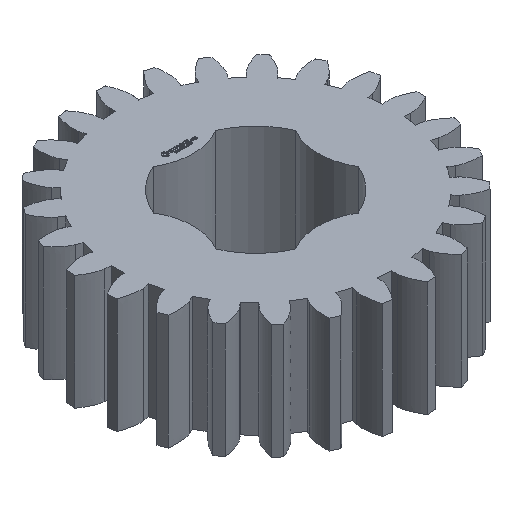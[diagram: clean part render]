
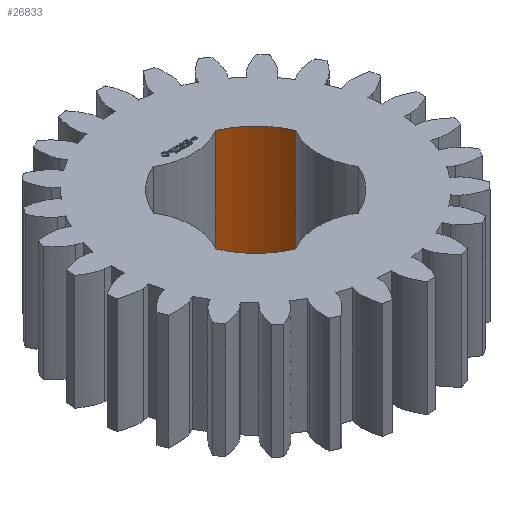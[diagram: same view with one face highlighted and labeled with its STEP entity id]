
A CAD part, isometric view. The second image highlights one B-rep face of the part: STEP entity #26833.
In plain terms, the highlighted cylindrical face has radius 6.35 mm (diameter 12.7 mm), a partial arc.
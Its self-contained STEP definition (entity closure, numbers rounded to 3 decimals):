
#93 = PLANE('',#94);
#94 = AXIS2_PLACEMENT_3D('',#95,#96,#97);
#95 = CARTESIAN_POINT('',(0.,0.,9.375)
  );
#96 = DIRECTION('',(0.,0.,1.));
#97 = DIRECTION('',(1.,0.,0.));
#168 = PLANE('',#169);
#169 = AXIS2_PLACEMENT_3D('',#170,#171,#172);
#170 = CARTESIAN_POINT('',(0.,0.,0.));
#171 = DIRECTION('',(0.,0.,1.));
#172 = DIRECTION('',(1.,0.,0.));
#7364 = VERTEX_POINT('',#7365);
#7365 = CARTESIAN_POINT('',(2.55,5.816,0.));
#7380 = CYLINDRICAL_SURFACE('',#7381,4.9);
#7381 = AXIS2_PLACEMENT_3D('',#7382,#7383,#7384);
#7382 = CARTESIAN_POINT('',(0.,10.,0.));
#7383 = DIRECTION('',(0.,-0.,-1.));
#7384 = DIRECTION('',(0.707,0.707,0.));
#7392 = EDGE_CURVE('',#7393,#7364,#7395,.T.);
#7393 = VERTEX_POINT('',#7394);
#7394 = CARTESIAN_POINT('',(5.816,2.55,0.));
#7395 = SURFACE_CURVE('',#7396,(#7401,#7408),.PCURVE_S1.);
#7396 = CIRCLE('',#7397,6.35);
#7397 = AXIS2_PLACEMENT_3D('',#7398,#7399,#7400);
#7398 = CARTESIAN_POINT('',(0.,0.,0.));
#7399 = DIRECTION('',(0.,-0.,1.));
#7400 = DIRECTION('',(0.707,0.707,0.));
#7401 = PCURVE('',#168,#7402);
#7402 = DEFINITIONAL_REPRESENTATION('',(#7403),#7407);
#7403 = CIRCLE('',#7404,6.35);
#7404 = AXIS2_PLACEMENT_2D('',#7405,#7406);
#7405 = CARTESIAN_POINT('',(0.,0.));
#7406 = DIRECTION('',(0.707,0.707));
#7407 = ( GEOMETRIC_REPRESENTATION_CONTEXT(2) 
PARAMETRIC_REPRESENTATION_CONTEXT() REPRESENTATION_CONTEXT('2D SPACE',''
  ) );
#7408 = PCURVE('',#7409,#7414);
#7409 = CYLINDRICAL_SURFACE('',#7410,6.35);
#7410 = AXIS2_PLACEMENT_3D('',#7411,#7412,#7413);
#7411 = CARTESIAN_POINT('',(0.,0.,0.));
#7412 = DIRECTION('',(0.,-0.,-1.));
#7413 = DIRECTION('',(0.707,0.707,0.));
#7414 = DEFINITIONAL_REPRESENTATION('',(#7415),#7419);
#7415 = LINE('',#7416,#7417);
#7416 = CARTESIAN_POINT('',(-0.,0.));
#7417 = VECTOR('',#7418,1.);
#7418 = DIRECTION('',(-1.,0.));
#7419 = ( GEOMETRIC_REPRESENTATION_CONTEXT(2) 
PARAMETRIC_REPRESENTATION_CONTEXT() REPRESENTATION_CONTEXT('2D SPACE',''
  ) );
#7438 = CYLINDRICAL_SURFACE('',#7439,4.9);
#7439 = AXIS2_PLACEMENT_3D('',#7440,#7441,#7442);
#7440 = CARTESIAN_POINT('',(10.,0.,0.));
#7441 = DIRECTION('',(0.,-0.,-1.));
#7442 = DIRECTION('',(0.707,0.707,0.));
#12610 = VERTEX_POINT('',#12611);
#12611 = CARTESIAN_POINT('',(2.55,5.816,9.375));
#12633 = EDGE_CURVE('',#12634,#12610,#12636,.T.);
#12634 = VERTEX_POINT('',#12635);
#12635 = CARTESIAN_POINT('',(5.816,2.55,9.375));
#12636 = SURFACE_CURVE('',#12637,(#12642,#12649),.PCURVE_S1.);
#12637 = CIRCLE('',#12638,6.35);
#12638 = AXIS2_PLACEMENT_3D('',#12639,#12640,#12641);
#12639 = CARTESIAN_POINT('',(0.,0.,9.375
    ));
#12640 = DIRECTION('',(0.,-0.,1.));
#12641 = DIRECTION('',(0.707,0.707,0.));
#12642 = PCURVE('',#93,#12643);
#12643 = DEFINITIONAL_REPRESENTATION('',(#12644),#12648);
#12644 = CIRCLE('',#12645,6.35);
#12645 = AXIS2_PLACEMENT_2D('',#12646,#12647);
#12646 = CARTESIAN_POINT('',(0.,0.));
#12647 = DIRECTION('',(0.707,0.707));
#12648 = ( GEOMETRIC_REPRESENTATION_CONTEXT(2) 
PARAMETRIC_REPRESENTATION_CONTEXT() REPRESENTATION_CONTEXT('2D SPACE',''
  ) );
#12649 = PCURVE('',#7409,#12650);
#12650 = DEFINITIONAL_REPRESENTATION('',(#12651),#12655);
#12651 = LINE('',#12652,#12653);
#12652 = CARTESIAN_POINT('',(-0.,-9.375));
#12653 = VECTOR('',#12654,1.);
#12654 = DIRECTION('',(-1.,0.));
#12655 = ( GEOMETRIC_REPRESENTATION_CONTEXT(2) 
PARAMETRIC_REPRESENTATION_CONTEXT() REPRESENTATION_CONTEXT('2D SPACE',''
  ) );
#26810 = EDGE_CURVE('',#7393,#12634,#26811,.T.);
#26811 = SURFACE_CURVE('',#26812,(#26816,#26823),.PCURVE_S1.);
#26812 = LINE('',#26813,#26814);
#26813 = CARTESIAN_POINT('',(5.816,2.55,0.));
#26814 = VECTOR('',#26815,1.);
#26815 = DIRECTION('',(0.,0.,1.));
#26816 = PCURVE('',#7438,#26817);
#26817 = DEFINITIONAL_REPRESENTATION('',(#26818),#26822);
#26818 = LINE('',#26819,#26820);
#26819 = CARTESIAN_POINT('',(-1.809,0.));
#26820 = VECTOR('',#26821,1.);
#26821 = DIRECTION('',(-0.,-1.));
#26822 = ( GEOMETRIC_REPRESENTATION_CONTEXT(2) 
PARAMETRIC_REPRESENTATION_CONTEXT() REPRESENTATION_CONTEXT('2D SPACE',''
  ) );
#26823 = PCURVE('',#7409,#26824);
#26824 = DEFINITIONAL_REPRESENTATION('',(#26825),#26829);
#26825 = LINE('',#26826,#26827);
#26826 = CARTESIAN_POINT('',(-5.911,0.));
#26827 = VECTOR('',#26828,1.);
#26828 = DIRECTION('',(-0.,-1.));
#26829 = ( GEOMETRIC_REPRESENTATION_CONTEXT(2) 
PARAMETRIC_REPRESENTATION_CONTEXT() REPRESENTATION_CONTEXT('2D SPACE',''
  ) );
#26833 = ADVANCED_FACE('',(#26834),#7409,.F.);
#26834 = FACE_BOUND('',#26835,.T.);
#26835 = EDGE_LOOP('',(#26836,#26837,#26838,#26859));
#26836 = ORIENTED_EDGE('',*,*,#26810,.T.);
#26837 = ORIENTED_EDGE('',*,*,#12633,.T.);
#26838 = ORIENTED_EDGE('',*,*,#26839,.F.);
#26839 = EDGE_CURVE('',#7364,#12610,#26840,.T.);
#26840 = SURFACE_CURVE('',#26841,(#26845,#26852),.PCURVE_S1.);
#26841 = LINE('',#26842,#26843);
#26842 = CARTESIAN_POINT('',(2.55,5.816,0.));
#26843 = VECTOR('',#26844,1.);
#26844 = DIRECTION('',(0.,0.,1.));
#26845 = PCURVE('',#7409,#26846);
#26846 = DEFINITIONAL_REPRESENTATION('',(#26847),#26851);
#26847 = LINE('',#26848,#26849);
#26848 = CARTESIAN_POINT('',(-6.655,0.));
#26849 = VECTOR('',#26850,1.);
#26850 = DIRECTION('',(-0.,-1.));
#26851 = ( GEOMETRIC_REPRESENTATION_CONTEXT(2) 
PARAMETRIC_REPRESENTATION_CONTEXT() REPRESENTATION_CONTEXT('2D SPACE',''
  ) );
#26852 = PCURVE('',#7380,#26853);
#26853 = DEFINITIONAL_REPRESENTATION('',(#26854),#26858);
#26854 = LINE('',#26855,#26856);
#26855 = CARTESIAN_POINT('',(-4.474,0.));
#26856 = VECTOR('',#26857,1.);
#26857 = DIRECTION('',(-0.,-1.));
#26858 = ( GEOMETRIC_REPRESENTATION_CONTEXT(2) 
PARAMETRIC_REPRESENTATION_CONTEXT() REPRESENTATION_CONTEXT('2D SPACE',''
  ) );
#26859 = ORIENTED_EDGE('',*,*,#7392,.F.);
